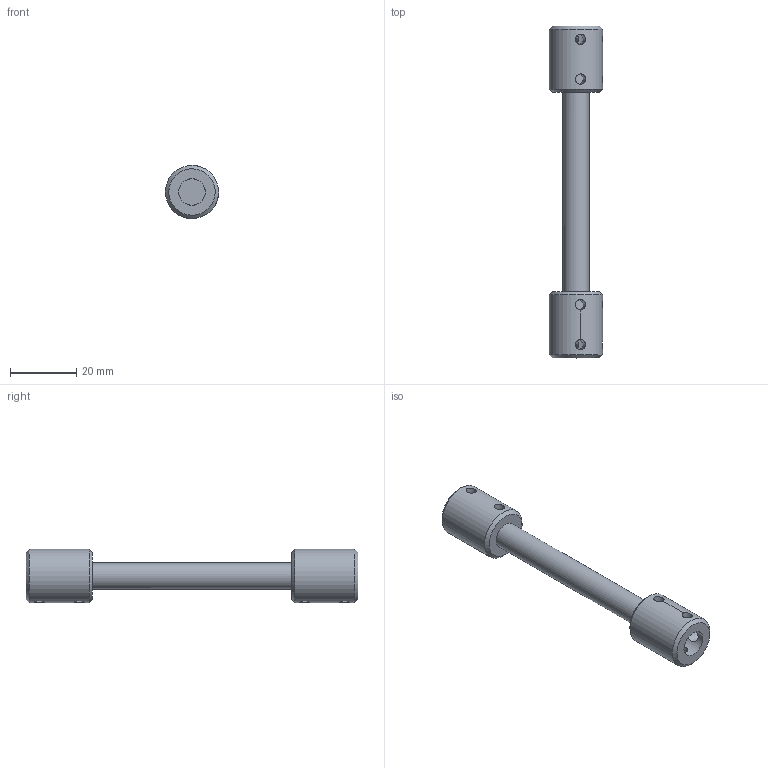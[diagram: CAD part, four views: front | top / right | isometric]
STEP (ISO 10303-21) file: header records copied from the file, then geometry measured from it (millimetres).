
FILE_DESCRIPTION(/* description */ ('Unknown'),/* implementation_level */ '2;1');
FILE_NAME(/* name */ 'Antriebswelle-Kupplung-D8',/* time_stamp */ '2020-04-02T16:38:36+02:00',/* author */ ('Unknown'),/* organization */ ('Unknown'),/* preprocessor_version */ 'ST-DEVELOPER v16.7',/* originating_system */ 'Solid Edge',/* authorisation */ 'Unknown');
FILE_SCHEMA (('AUTOMOTIVE_DESIGN {1 0 10303 214 3 1 1}'));
Length unit declared in the file: millimetre
Products named in the file (1): Antriebswelle-Kupplung-D8-dy
Bounding box: 16 x 100 x 16 mm (x, y, z)
Volume: 9494.5 mm3; surface area: 5020.5 mm2
Topology: 1 solids, 1 shells, 33 faces, 97 edges, 70 vertices
Faces by surface type: cylinder 23, plane 6, cone 4
Full cylindrical faces by diameter (mm): 3.1 x8, 4.134 x4, 8 x3, 16 x2
Entity records: 1181 total; most frequent: CARTESIAN_POINT 370, DIRECTION 96, ORIENTED_EDGE 76, EDGE_LOOP 76, FACE_BOUND 76, AXIS2_PLACEMENT_3D 48, EDGE_CURVE 38, VERTEX_POINT 38
